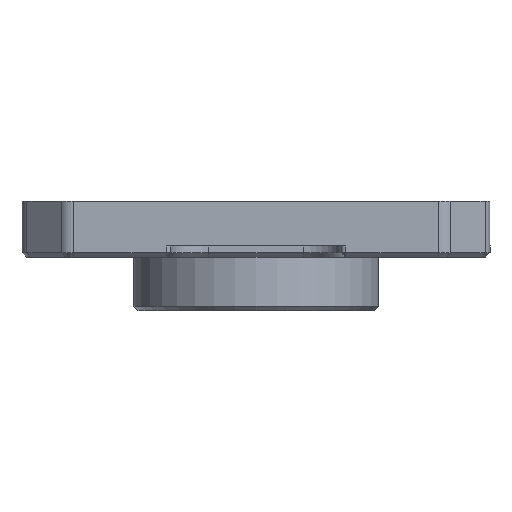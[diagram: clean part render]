
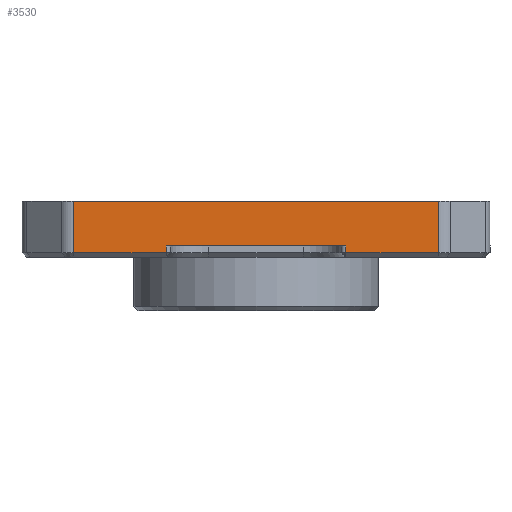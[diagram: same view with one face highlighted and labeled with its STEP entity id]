
A CAD part, front view. The second image highlights one B-rep face of the part: STEP entity #3530.
In plain terms, the highlighted planar face has unit normal (0, -1, 0).
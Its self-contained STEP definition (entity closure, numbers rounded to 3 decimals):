
#126=PLANE('',#3766);
#248=FACE_OUTER_BOUND('',#460,.T.);
#460=EDGE_LOOP('',(#2424,#2425,#2426,#2427,#2428,#2429,#2430,#2431));
#702=LINE('',#5207,#1047);
#703=LINE('',#5209,#1048);
#704=LINE('',#5211,#1049);
#705=LINE('',#5213,#1050);
#706=LINE('',#5215,#1051);
#707=LINE('',#5217,#1052);
#708=LINE('',#5219,#1053);
#709=LINE('',#5220,#1054);
#1047=VECTOR('',#4158,10.);
#1048=VECTOR('',#4159,1.5);
#1049=VECTOR('',#4160,10.);
#1050=VECTOR('',#4161,10.);
#1051=VECTOR('',#4162,10.);
#1052=VECTOR('',#4163,10.);
#1053=VECTOR('',#4164,10.);
#1054=VECTOR('',#4165,10.);
#1537=VERTEX_POINT('',#5205);
#1538=VERTEX_POINT('',#5206);
#1539=VERTEX_POINT('',#5208);
#1540=VERTEX_POINT('',#5210);
#1541=VERTEX_POINT('',#5212);
#1542=VERTEX_POINT('',#5214);
#1543=VERTEX_POINT('',#5216);
#1544=VERTEX_POINT('',#5218);
#1876=EDGE_CURVE('',#1537,#1538,#702,.T.);
#1877=EDGE_CURVE('',#1538,#1539,#703,.T.);
#1878=EDGE_CURVE('',#1540,#1539,#704,.T.);
#1879=EDGE_CURVE('',#1541,#1540,#705,.T.);
#1880=EDGE_CURVE('',#1542,#1541,#706,.T.);
#1881=EDGE_CURVE('',#1543,#1542,#707,.T.);
#1882=EDGE_CURVE('',#1544,#1543,#708,.T.);
#1883=EDGE_CURVE('',#1544,#1537,#709,.T.);
#2424=ORIENTED_EDGE('',*,*,#1876,.T.);
#2425=ORIENTED_EDGE('',*,*,#1877,.T.);
#2426=ORIENTED_EDGE('',*,*,#1878,.F.);
#2427=ORIENTED_EDGE('',*,*,#1879,.F.);
#2428=ORIENTED_EDGE('',*,*,#1880,.F.);
#2429=ORIENTED_EDGE('',*,*,#1881,.F.);
#2430=ORIENTED_EDGE('',*,*,#1882,.F.);
#2431=ORIENTED_EDGE('',*,*,#1883,.T.);
#3530=ADVANCED_FACE('',(#248),#126,.T.);
#3766=AXIS2_PLACEMENT_3D('',#5204,#4156,#4157);
#4156=DIRECTION('center_axis',(0.,-1.,0.));
#4157=DIRECTION('ref_axis',(1.,0.,0.));
#4158=DIRECTION('',(-1.,0.,0.));
#4159=DIRECTION('',(0.,0.,-1.));
#4160=DIRECTION('',(-1.,0.,0.));
#4161=DIRECTION('',(0.,0.,-1.));
#4162=DIRECTION('',(-1.,0.,0.));
#4163=DIRECTION('',(0.,0.,1.));
#4164=DIRECTION('',(-1.,0.,0.));
#4165=DIRECTION('',(0.,0.,1.));
#5204=CARTESIAN_POINT('Origin',(165.73,-44.807,-18.094));
#5205=CARTESIAN_POINT('',(169.609,-44.807,-12.194));
#5206=CARTESIAN_POINT('',(136.852,-44.807,-12.194));
#5207=CARTESIAN_POINT('',(159.48,-44.807,-12.194));
#5208=CARTESIAN_POINT('',(136.852,-44.807,-16.794));
#5209=CARTESIAN_POINT('',(136.852,-44.807,-17.819));
#5210=CARTESIAN_POINT('',(145.18,-44.807,-16.794));
#5211=CARTESIAN_POINT('',(159.48,-44.807,-16.794));
#5212=CARTESIAN_POINT('',(145.18,-44.807,-16.194));
#5213=CARTESIAN_POINT('',(145.18,-44.807,-17.444));
#5214=CARTESIAN_POINT('',(161.281,-44.807,-16.194));
#5215=CARTESIAN_POINT('',(157.355,-44.807,-16.194));
#5216=CARTESIAN_POINT('',(161.281,-44.807,-16.794));
#5217=CARTESIAN_POINT('',(161.281,-44.807,-17.444));
#5218=CARTESIAN_POINT('',(169.609,-44.807,-16.794));
#5219=CARTESIAN_POINT('',(159.48,-44.807,-16.794));
#5220=CARTESIAN_POINT('',(169.609,-44.807,-17.269));
